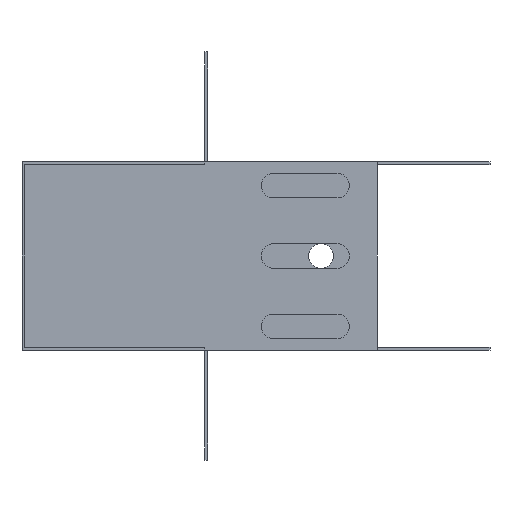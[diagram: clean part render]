
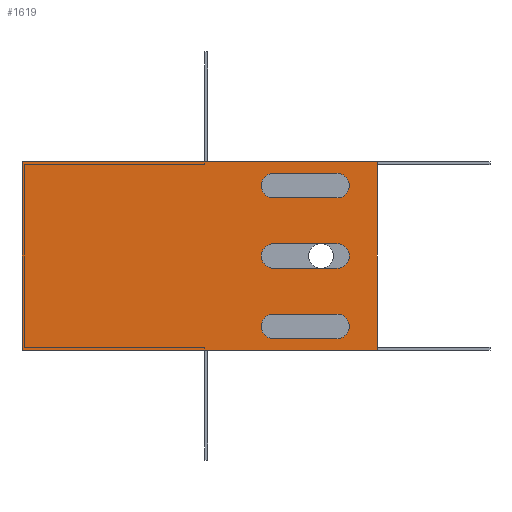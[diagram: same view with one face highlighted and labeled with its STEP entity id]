
A CAD part, left-side view. The second image highlights one B-rep face of the part: STEP entity #1619.
In plain terms, the highlighted planar face has unit normal (-1, 0, 0).
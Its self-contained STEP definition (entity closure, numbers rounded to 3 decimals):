
#159 = AXIS2_PLACEMENT_3D ( 'NONE', #288, #297, #285 ) ;
#285 = DIRECTION ( 'NONE',  ( 0., 0., 1. ) ) ;
#286 = PLANE ( 'NONE',  #159 ) ;
#288 = CARTESIAN_POINT ( 'NONE',  ( 0., 0., 53.6 ) ) ;
#297 = DIRECTION ( 'NONE',  ( -1., 0., 0. ) ) ;
#419 = CARTESIAN_POINT ( 'NONE',  ( 0., 101., 0. ) ) ;
#421 = CARTESIAN_POINT ( 'NONE',  ( 0., 101., 53.6 ) ) ;
#422 = CARTESIAN_POINT ( 'NONE',  ( 0., 0., 53.6 ) ) ;
#532 = AXIS2_PLACEMENT_3D ( 'NONE', #1680, #1679, #1678 ) ;
#533 = AXIS2_PLACEMENT_3D ( 'NONE', #1687, #1686, #1685 ) ;
#534 = AXIS2_PLACEMENT_3D ( 'NONE', #1692, #1691, #1690 ) ;
#535 = AXIS2_PLACEMENT_3D ( 'NONE', #1697, #1696, #1695 ) ;
#536 = AXIS2_PLACEMENT_3D ( 'NONE', #1702, #1701, #1700 ) ;
#537 = AXIS2_PLACEMENT_3D ( 'NONE', #1705, #1704, #1703 ) ;
#568 = EDGE_CURVE ( 'NONE', #765, #767, #864, .T. ) ;
#569 = EDGE_CURVE ( 'NONE', #665, #642, #862, .T. ) ;
#570 = EDGE_CURVE ( 'NONE', #645, #665, #866, .T. ) ;
#571 = EDGE_CURVE ( 'NONE', #644, #645, #869, .T. ) ;
#572 = EDGE_CURVE ( 'NONE', #642, #644, #871, .T. ) ;
#573 = EDGE_CURVE ( 'NONE', #664, #649, #868, .T. ) ;
#574 = EDGE_CURVE ( 'NONE', #666, #664, #872, .T. ) ;
#575 = EDGE_CURVE ( 'NONE', #653, #666, #874, .T. ) ;
#576 = EDGE_CURVE ( 'NONE', #649, #653, #875, .T. ) ;
#577 = EDGE_CURVE ( 'NONE', #646, #648, #877, .T. ) ;
#578 = EDGE_CURVE ( 'NONE', #667, #646, #878, .T. ) ;
#579 = EDGE_CURVE ( 'NONE', #655, #667, #880, .T. ) ;
#580 = EDGE_CURVE ( 'NONE', #648, #655, #881, .T. ) ;
#581 = EDGE_CURVE ( 'NONE', #650, #767, #883, .T. ) ;
#582 = EDGE_CURVE ( 'NONE', #764, #650, #886, .T. ) ;
#631 = EDGE_CURVE ( 'NONE', #764, #765, #974, .T. ) ;
#642 = VERTEX_POINT ( 'NONE', #1482 ) ;
#644 = VERTEX_POINT ( 'NONE', #1503 ) ;
#645 = VERTEX_POINT ( 'NONE', #1477 ) ;
#646 = VERTEX_POINT ( 'NONE', #1476 ) ;
#648 = VERTEX_POINT ( 'NONE', #1474 ) ;
#649 = VERTEX_POINT ( 'NONE', #1473 ) ;
#650 = VERTEX_POINT ( 'NONE', #1472 ) ;
#653 = VERTEX_POINT ( 'NONE', #1469 ) ;
#655 = VERTEX_POINT ( 'NONE', #1467 ) ;
#664 = VERTEX_POINT ( 'NONE', #1458 ) ;
#665 = VERTEX_POINT ( 'NONE', #1457 ) ;
#666 = VERTEX_POINT ( 'NONE', #1456 ) ;
#667 = VERTEX_POINT ( 'NONE', #1455 ) ;
#668 = ORIENTED_EDGE ( 'NONE', *, *, #575, .F. ) ;
#669 = ORIENTED_EDGE ( 'NONE', *, *, #574, .F. ) ;
#670 = ORIENTED_EDGE ( 'NONE', *, *, #573, .F. ) ;
#671 = ORIENTED_EDGE ( 'NONE', *, *, #572, .F. ) ;
#672 = ORIENTED_EDGE ( 'NONE', *, *, #571, .F. ) ;
#673 = ORIENTED_EDGE ( 'NONE', *, *, #570, .F. ) ;
#674 = ORIENTED_EDGE ( 'NONE', *, *, #569, .F. ) ;
#764 = VERTEX_POINT ( 'NONE', #422 ) ;
#765 = VERTEX_POINT ( 'NONE', #421 ) ;
#767 = VERTEX_POINT ( 'NONE', #419 ) ;
#862 = CIRCLE ( 'NONE', #537, 3.5 ) ;
#864 = LINE ( 'NONE', #1711, #867 ) ;
#866 = LINE ( 'NONE', #1706, #870 ) ;
#867 = VECTOR ( 'NONE', #1709, 1000. ) ;
#868 = CIRCLE ( 'NONE', #535, 3.5 ) ;
#869 = CIRCLE ( 'NONE', #536, 3.5 ) ;
#870 = VECTOR ( 'NONE', #1710, 1000. ) ;
#871 = LINE ( 'NONE', #1708, #873 ) ;
#872 = LINE ( 'NONE', #1698, #876 ) ;
#873 = VECTOR ( 'NONE', #1707, 1000. ) ;
#874 = CIRCLE ( 'NONE', #534, 3.5 ) ;
#875 = LINE ( 'NONE', #1693, #879 ) ;
#876 = VECTOR ( 'NONE', #1699, 1000. ) ;
#877 = CIRCLE ( 'NONE', #533, 3.5 ) ;
#878 = LINE ( 'NONE', #1688, #882 ) ;
#879 = VECTOR ( 'NONE', #1694, 1000. ) ;
#880 = CIRCLE ( 'NONE', #532, 3.5 ) ;
#881 = LINE ( 'NONE', #1681, #885 ) ;
#882 = VECTOR ( 'NONE', #1689, 1000. ) ;
#883 = LINE ( 'NONE', #1682, #887 ) ;
#885 = VECTOR ( 'NONE', #1684, 1000. ) ;
#886 = LINE ( 'NONE', #1675, #889 ) ;
#887 = VECTOR ( 'NONE', #1676, 1000. ) ;
#889 = VECTOR ( 'NONE', #1673, 1000. ) ;
#974 = LINE ( 'NONE', #1495, #976 ) ;
#976 = VECTOR ( 'NONE', #1494, 1000. ) ;
#1173 = FACE_BOUND ( 'NONE', #1282, .T. ) ;
#1175 = FACE_OUTER_BOUND ( 'NONE', #1286, .T. ) ;
#1176 = FACE_BOUND ( 'NONE', #1278, .T. ) ;
#1179 = FACE_BOUND ( 'NONE', #1288, .T. ) ;
#1278 = EDGE_LOOP ( 'NONE', ( #674, #673, #672, #671 ) ) ;
#1282 = EDGE_LOOP ( 'NONE', ( #1759, #1760, #1387, #1386 ) ) ;
#1286 = EDGE_LOOP ( 'NONE', ( #1385, #1384, #1383, #1382 ) ) ;
#1288 = EDGE_LOOP ( 'NONE', ( #670, #669, #668, #1761 ) ) ;
#1382 = ORIENTED_EDGE ( 'NONE', *, *, #582, .F. ) ;
#1383 = ORIENTED_EDGE ( 'NONE', *, *, #581, .F. ) ;
#1384 = ORIENTED_EDGE ( 'NONE', *, *, #568, .T. ) ;
#1385 = ORIENTED_EDGE ( 'NONE', *, *, #631, .T. ) ;
#1386 = ORIENTED_EDGE ( 'NONE', *, *, #580, .F. ) ;
#1387 = ORIENTED_EDGE ( 'NONE', *, *, #579, .F. ) ;
#1455 = CARTESIAN_POINT ( 'NONE',  ( 0., 11.5, 30.3 ) ) ;
#1456 = CARTESIAN_POINT ( 'NONE',  ( 0., 11.5, 10.3 ) ) ;
#1457 = CARTESIAN_POINT ( 'NONE',  ( 0., 29.5, 50.3 ) ) ;
#1458 = CARTESIAN_POINT ( 'NONE',  ( 0., 29.5, 10.3 ) ) ;
#1467 = CARTESIAN_POINT ( 'NONE',  ( 0., 11.5, 23.3 ) ) ;
#1469 = CARTESIAN_POINT ( 'NONE',  ( 0., 11.5, 3.3 ) ) ;
#1472 = CARTESIAN_POINT ( 'NONE',  ( 0., 0., 0. ) ) ;
#1473 = CARTESIAN_POINT ( 'NONE',  ( 0., 29.5, 3.3 ) ) ;
#1474 = CARTESIAN_POINT ( 'NONE',  ( 0., 29.5, 23.3 ) ) ;
#1476 = CARTESIAN_POINT ( 'NONE',  ( 0., 29.5, 30.3 ) ) ;
#1477 = CARTESIAN_POINT ( 'NONE',  ( 0., 11.5, 50.3 ) ) ;
#1482 = CARTESIAN_POINT ( 'NONE',  ( 0., 29.5, 43.3 ) ) ;
#1494 = DIRECTION ( 'NONE',  ( 0., 1., 0. ) ) ;
#1495 = CARTESIAN_POINT ( 'NONE',  ( 0., 0., 53.6 ) ) ;
#1503 = CARTESIAN_POINT ( 'NONE',  ( 0., 11.5, 43.3 ) ) ;
#1619 = ADVANCED_FACE ( 'NONE', ( #1176, #1179, #1173, #1175 ), #286, .T. ) ;
#1673 = DIRECTION ( 'NONE',  ( 0., 0., -1. ) ) ;
#1675 = CARTESIAN_POINT ( 'NONE',  ( 0., 0., 53.6 ) ) ;
#1676 = DIRECTION ( 'NONE',  ( 0., 1., 0. ) ) ;
#1678 = DIRECTION ( 'NONE',  ( 0., 0., 1. ) ) ;
#1679 = DIRECTION ( 'NONE',  ( -1., 0., 0. ) ) ;
#1680 = CARTESIAN_POINT ( 'NONE',  ( 0., 11.5, 26.8 ) ) ;
#1681 = CARTESIAN_POINT ( 'NONE',  ( 0., 29.5, 23.3 ) ) ;
#1682 = CARTESIAN_POINT ( 'NONE',  ( 0., 0., 0. ) ) ;
#1684 = DIRECTION ( 'NONE',  ( 0., -1., 0. ) ) ;
#1685 = DIRECTION ( 'NONE',  ( 0., 0., 1. ) ) ;
#1686 = DIRECTION ( 'NONE',  ( -1., 0., 0. ) ) ;
#1687 = CARTESIAN_POINT ( 'NONE',  ( 0., 29.5, 26.8 ) ) ;
#1688 = CARTESIAN_POINT ( 'NONE',  ( 0., 29.5, 30.3 ) ) ;
#1689 = DIRECTION ( 'NONE',  ( 0., 1., 0. ) ) ;
#1690 = DIRECTION ( 'NONE',  ( 0., 0., 1. ) ) ;
#1691 = DIRECTION ( 'NONE',  ( -1., 0., 0. ) ) ;
#1692 = CARTESIAN_POINT ( 'NONE',  ( 0., 11.5, 6.8 ) ) ;
#1693 = CARTESIAN_POINT ( 'NONE',  ( 0., 29.5, 3.3 ) ) ;
#1694 = DIRECTION ( 'NONE',  ( 0., -1., 0. ) ) ;
#1695 = DIRECTION ( 'NONE',  ( 0., 0., 1. ) ) ;
#1696 = DIRECTION ( 'NONE',  ( -1., 0., 0. ) ) ;
#1697 = CARTESIAN_POINT ( 'NONE',  ( 0., 29.5, 6.8 ) ) ;
#1698 = CARTESIAN_POINT ( 'NONE',  ( 0., 29.5, 10.3 ) ) ;
#1699 = DIRECTION ( 'NONE',  ( 0., 1., 0. ) ) ;
#1700 = DIRECTION ( 'NONE',  ( 0., 0., 1. ) ) ;
#1701 = DIRECTION ( 'NONE',  ( -1., 0., 0. ) ) ;
#1702 = CARTESIAN_POINT ( 'NONE',  ( 0., 11.5, 46.8 ) ) ;
#1703 = DIRECTION ( 'NONE',  ( 0., 0., 1. ) ) ;
#1704 = DIRECTION ( 'NONE',  ( -1., 0., 0. ) ) ;
#1705 = CARTESIAN_POINT ( 'NONE',  ( 0., 29.5, 46.8 ) ) ;
#1706 = CARTESIAN_POINT ( 'NONE',  ( 0., 29.5, 50.3 ) ) ;
#1707 = DIRECTION ( 'NONE',  ( 0., -1., 0. ) ) ;
#1708 = CARTESIAN_POINT ( 'NONE',  ( 0., 29.5, 43.3 ) ) ;
#1709 = DIRECTION ( 'NONE',  ( 0., 0., -1. ) ) ;
#1710 = DIRECTION ( 'NONE',  ( 0., 1., 0. ) ) ;
#1711 = CARTESIAN_POINT ( 'NONE',  ( 0., 101., 53.6 ) ) ;
#1759 = ORIENTED_EDGE ( 'NONE', *, *, #577, .F. ) ;
#1760 = ORIENTED_EDGE ( 'NONE', *, *, #578, .F. ) ;
#1761 = ORIENTED_EDGE ( 'NONE', *, *, #576, .F. ) ;
